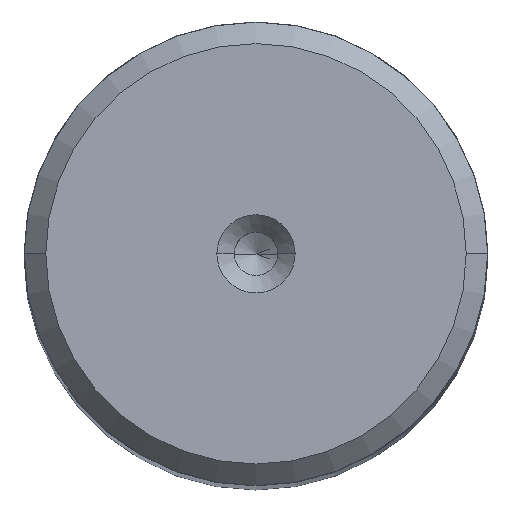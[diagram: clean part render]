
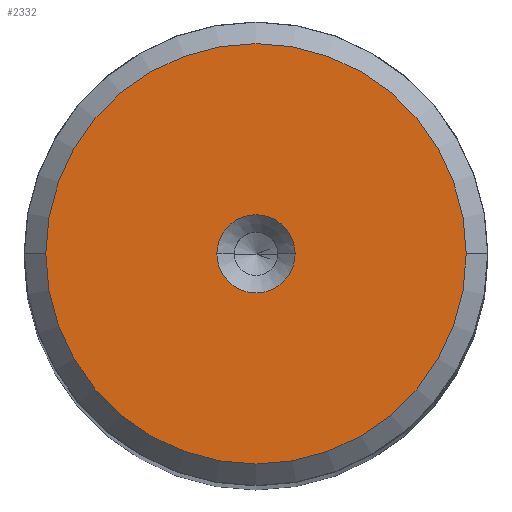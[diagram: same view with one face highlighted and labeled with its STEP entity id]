
A CAD part, top view. The second image highlights one B-rep face of the part: STEP entity #2332.
In plain terms, the highlighted planar face has unit normal (0, 0, 1).
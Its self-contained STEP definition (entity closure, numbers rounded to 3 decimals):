
#4 = CIRCLE ( 'NONE', #1100, 14.512 ) ;
#25 = CARTESIAN_POINT ( 'NONE',  ( 0., 0., 170. ) ) ;
#37 = CARTESIAN_POINT ( 'NONE',  ( -14.512, 0., 170. ) ) ;
#129 = CIRCLE ( 'NONE', #1178, 14.512 ) ;
#182 = CARTESIAN_POINT ( 'NONE',  ( 2.7, 0., 170. ) ) ;
#198 = ORIENTED_EDGE ( 'NONE', *, *, #1893, .T. ) ;
#257 = VERTEX_POINT ( 'NONE', #2643 ) ;
#300 = CARTESIAN_POINT ( 'NONE',  ( 0., 0., 170. ) ) ;
#332 = FACE_BOUND ( 'NONE', #1369, .T. ) ;
#474 = DIRECTION ( 'NONE',  ( 0., 0., 1. ) ) ;
#677 = ORIENTED_EDGE ( 'NONE', *, *, #1615, .T. ) ;
#703 = VERTEX_POINT ( 'NONE', #182 ) ;
#741 = DIRECTION ( 'NONE',  ( 1., 0., 0. ) ) ;
#862 = ORIENTED_EDGE ( 'NONE', *, *, #1878, .F. ) ;
#912 = DIRECTION ( 'NONE',  ( 0., 0., 1. ) ) ;
#925 = EDGE_CURVE ( 'NONE', #703, #257, #994, .T. ) ;
#928 = CARTESIAN_POINT ( 'NONE',  ( 0., 0., 170. ) ) ;
#994 = CIRCLE ( 'NONE', #2203, 2.7 ) ;
#1100 = AXIS2_PLACEMENT_3D ( 'NONE', #928, #2003, #1358 ) ;
#1111 = DIRECTION ( 'NONE',  ( 1., 0., 0. ) ) ;
#1178 = AXIS2_PLACEMENT_3D ( 'NONE', #25, #474, #1740 ) ;
#1180 = DIRECTION ( 'NONE',  ( 0., 0., 1. ) ) ;
#1266 = VERTEX_POINT ( 'NONE', #2306 ) ;
#1358 = DIRECTION ( 'NONE',  ( 1., 0., 0. ) ) ;
#1369 = EDGE_LOOP ( 'NONE', ( #1938, #862 ) ) ;
#1401 = CARTESIAN_POINT ( 'NONE',  ( 0., 0., 170. ) ) ;
#1430 = AXIS2_PLACEMENT_3D ( 'NONE', #300, #2437, #2668 ) ;
#1615 = EDGE_CURVE ( 'NONE', #1266, #1739, #129, .T. ) ;
#1624 = EDGE_LOOP ( 'NONE', ( #198, #677 ) ) ;
#1633 = FACE_OUTER_BOUND ( 'NONE', #1624, .T. ) ;
#1739 = VERTEX_POINT ( 'NONE', #37 ) ;
#1740 = DIRECTION ( 'NONE',  ( 1., 0., 0. ) ) ;
#1752 = CARTESIAN_POINT ( 'NONE',  ( 0., 0., 170. ) ) ;
#1878 = EDGE_CURVE ( 'NONE', #257, #703, #2491, .T. ) ;
#1893 = EDGE_CURVE ( 'NONE', #1739, #1266, #4, .T. ) ;
#1938 = ORIENTED_EDGE ( 'NONE', *, *, #925, .F. ) ;
#2003 = DIRECTION ( 'NONE',  ( 0., 0., 1. ) ) ;
#2203 = AXIS2_PLACEMENT_3D ( 'NONE', #1401, #1180, #741 ) ;
#2306 = CARTESIAN_POINT ( 'NONE',  ( 14.512, 0., 170. ) ) ;
#2332 = ADVANCED_FACE ( 'NONE', ( #332, #1633 ), #2624, .T. ) ;
#2437 = DIRECTION ( 'NONE',  ( 0., 0., 1. ) ) ;
#2491 = CIRCLE ( 'NONE', #1430, 2.7 ) ;
#2593 = AXIS2_PLACEMENT_3D ( 'NONE', #1752, #912, #1111 ) ;
#2624 = PLANE ( 'NONE',  #2593 ) ;
#2643 = CARTESIAN_POINT ( 'NONE',  ( -2.7, 0., 170. ) ) ;
#2668 = DIRECTION ( 'NONE',  ( 1., 0., 0. ) ) ;
